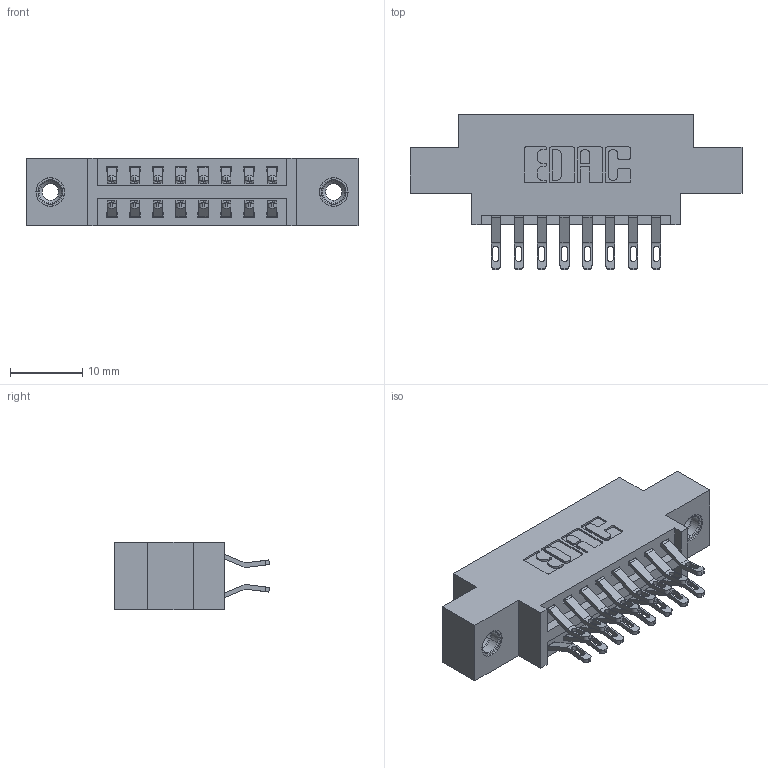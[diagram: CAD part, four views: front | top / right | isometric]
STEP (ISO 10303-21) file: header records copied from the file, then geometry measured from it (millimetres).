
FILE_DESCRIPTION (( 'STEP AP203' ), '1' );
FILE_NAME ('346-016-555-808.STEP', '2022-05-18T16:10:48', ( '' ), ( '' ), 'SwSTEP 2.0', 'SolidWorks 2020', '' );
FILE_SCHEMA (( 'CONFIG_CONTROL_DESIGN' ));
Length unit declared in the file: inch
Products named in the file (4): 346 Part_0.170 Offset - 0.156 Dia-TI; 345-292-001_555 Tail; 346-016-555-808; 345-250-001_345-250-003-102
Assembly tree (19 placements, depth 2):
  346-016-555-808
    346 Part_0.170 Offset - 0.156 Dia-TI
    345-292-001_555 Tail  x16
    345-250-001_345-250-003-102  x2
Bounding box: 45.97 x 21.46 x 9.4 mm (x, y, z)
Volume: 4104.2 mm3; surface area: 5472.2 mm2
Topology: 19 solids, 19 shells, 1114 faces, 3405 edges, 2262 vertices
Faces by surface type: plane 640, cylinder 458, cone 12, torus 4
Entity records: 11442 total; most frequent: CARTESIAN_POINT 1953, ORIENTED_EDGE 1850, DIRECTION 1767, EDGE_CURVE 925, LINE 721, VECTOR 721, VERTEX_POINT 612, AXIS2_PLACEMENT_3D 523
